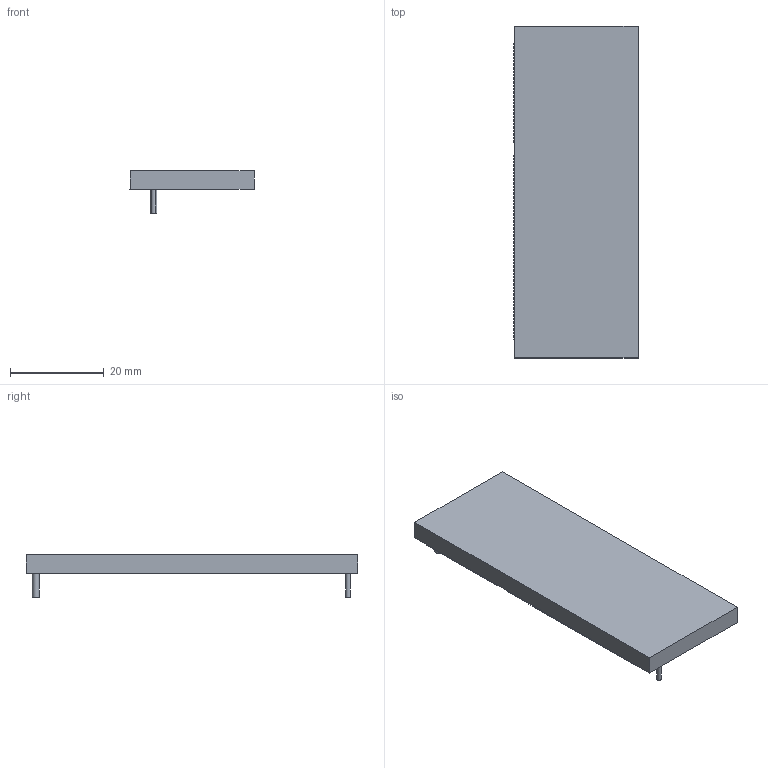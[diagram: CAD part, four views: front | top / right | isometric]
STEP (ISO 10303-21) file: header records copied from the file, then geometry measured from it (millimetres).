
FILE_DESCRIPTION(('FreeCAD Model'),'2;1');
FILE_NAME('627469.1.1.stp','2020-04-09T03:42:59',( 'Author'),(''),'Open CASCADE STEP processor 6.9','FreeCAD','Unknown' );
FILE_SCHEMA(('AUTOMOTIVE_DESIGN { 1 0 10303 214 1 1 1 1 }'));
Length unit declared in the file: millimetre
Products named in the file (4): ASSEMBLY; Body; Pins; Leads
Assembly tree (4 placements, depth 2):
  ASSEMBLY
    Body
    Pins
    Leads  x2
Bounding box: 26.57 x 71 x 9.1 mm (x, y, z)
Volume: 7565.5 mm3; surface area: 5032 mm2
Topology: 211 solids, 211 shells, 1254 faces, 2496 edges, 1664 vertices
Faces by surface type: plane 1250, cylinder 4
Full cylindrical faces by diameter (mm): 0.95 x2, 1.45 x2
Entity records: 65490 total; most frequent: CARTESIAN_POINT 10383, DIRECTION 9980, LINE 7462, VECTOR 7462, ORIENTED_EDGE 4980, PCURVE 4980, DEFINITIONAL_REPRESENTATION 4980, EDGE_CURVE 2490
